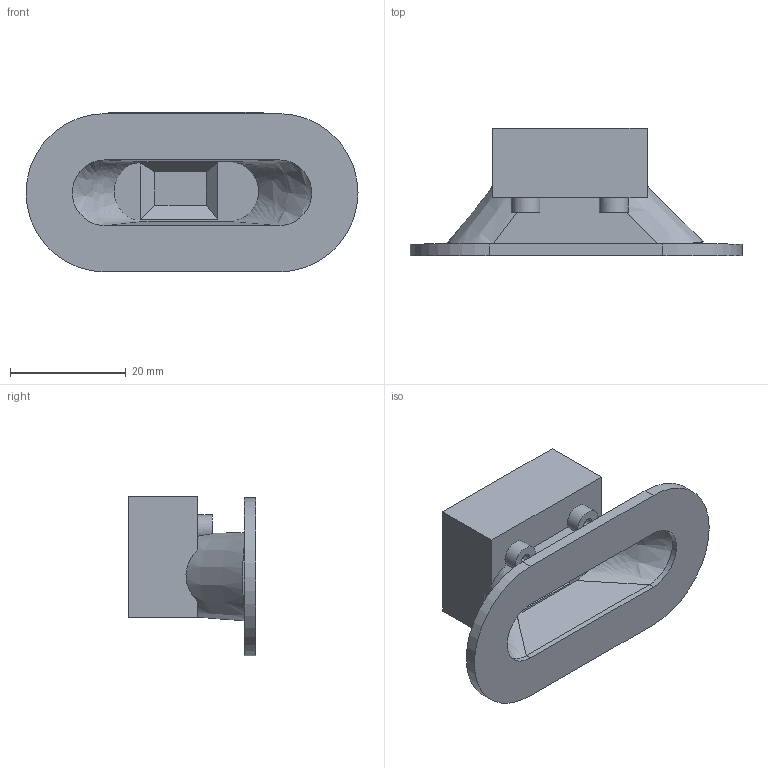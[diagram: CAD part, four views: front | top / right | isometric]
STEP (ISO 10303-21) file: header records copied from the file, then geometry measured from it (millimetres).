
FILE_DESCRIPTION(/* description */ (''),/* implementation_level */ '2;1');
FILE_NAME(/* name */ 'Light Funnel 2.stp',/* time_stamp */ '2021-11-22T18:07:44-05:00',/* author */ ('Daniel'),/* organization */ (''),/* preprocessor_version */ 'ST-DEVELOPER v18',/* originating_system */ 'Autodesk Inventor 2020',/* authorisation */ '');
FILE_SCHEMA (('AUTOMOTIVE_DESIGN { 1 0 10303 214 3 1 1 }'));
Length unit declared in the file: millimetre
Products named in the file (1): Light Funnel 2
Bounding box: 57.38 x 22 x 27.65 mm (x, y, z)
Volume: 6566.9 mm3; surface area: 7744.2 mm2
Topology: 1 solids, 2 shells, 86 faces, 240 edges, 164 vertices
Faces by surface type: plane 54, bspline 16, cylinder 14, torus 2
Full cylindrical faces by diameter (mm): 2 x2, 2.3 x2
Entity records: 3252 total; most frequent: CARTESIAN_POINT 1089, ORIENTED_EDGE 460, DIRECTION 380, EDGE_CURVE 234, VERTEX_POINT 152, LINE 150, VECTOR 150, AXIS2_PLACEMENT_3D 115
